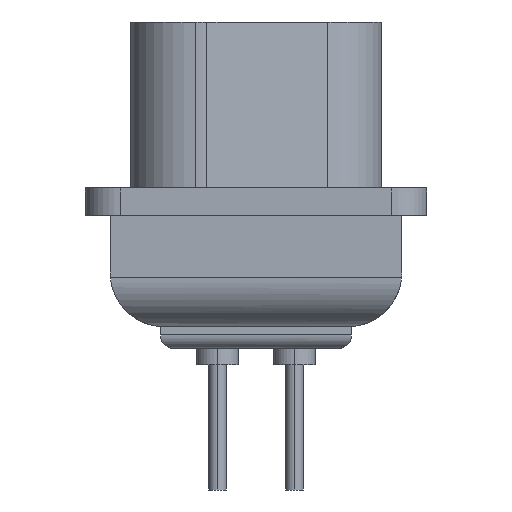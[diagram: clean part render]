
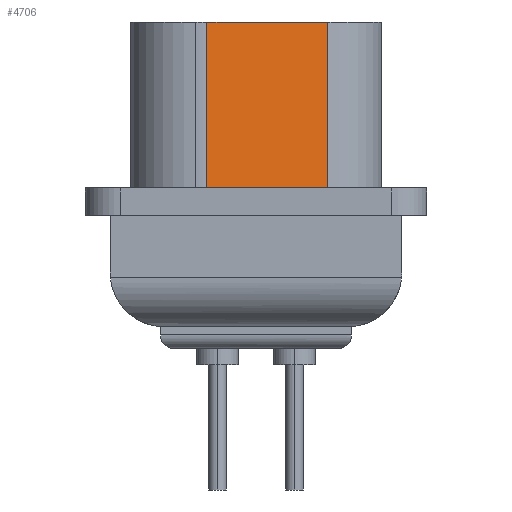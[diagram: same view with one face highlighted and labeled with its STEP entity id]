
A CAD part, left-side view. The second image highlights one B-rep face of the part: STEP entity #4706.
In plain terms, the highlighted planar face has unit normal (-0.985, -0.174, 0).
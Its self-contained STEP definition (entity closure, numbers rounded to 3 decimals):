
#3096=VERTEX_POINT('',#8525);
#3488=EDGE_CURVE('',#7228,#6160,#8957,.T.);
#3870=EDGE_CURVE('',#3096,#5106,#9380,.T.);
#3982=EDGE_CURVE('',#6160,#5106,#9505,.T.);
#4680=EDGE_CURVE('',#7228,#3096,#10333,.T.);
#4706=ADVANCED_FACE('',(#10362),#10363,.T.);
#5106=VERTEX_POINT('',#10807);
#6160=VERTEX_POINT('',#12018);
#7228=VERTEX_POINT('',#13223);
#8525=CARTESIAN_POINT('',(-28.114,1.803,0.2));
#8957=LINE('',#15352,#15353);
#9380=LINE('',#15917,#15918);
#9505=LINE('',#16084,#16085);
#10333=LINE('',#17178,#17179);
#10362=FACE_OUTER_BOUND('',#17216,.T.);
#10363=PLANE('',#17217);
#10807=CARTESIAN_POINT('',(-28.114,1.803,6.3));
#12018=CARTESIAN_POINT('',(-27.331,-2.637,6.3));
#13223=CARTESIAN_POINT('',(-27.331,-2.637,0.2));
#15352=CARTESIAN_POINT('',(-27.331,-2.637,-0.2));
#15353=VECTOR('',#23307,1.0);
#15917=CARTESIAN_POINT('',(-28.114,1.803,-0.2));
#15918=VECTOR('',#23785,1.0);
#16084=CARTESIAN_POINT('',(-28.114,1.803,6.3));
#16085=VECTOR('',#23921,1.);
#17178=CARTESIAN_POINT('',(-27.144,-3.695,0.2));
#17179=VECTOR('',#24975,1.0);
#17216=EDGE_LOOP('',(#25010,#25011,#25012,#25013));
#17217=AXIS2_PLACEMENT_3D('',#25014,#25015,#25016);
#23307=DIRECTION('',(0.0,0.0,1.0));
#23785=DIRECTION('',(0.0,0.0,1.0));
#23921=DIRECTION('',(-0.174,0.985,0.0));
#24975=DIRECTION('',(-0.174,0.985,0.0));
#25010=ORIENTED_EDGE('',*,*,#4680,.F.);
#25011=ORIENTED_EDGE('',*,*,#3488,.T.);
#25012=ORIENTED_EDGE('',*,*,#3982,.T.);
#25013=ORIENTED_EDGE('',*,*,#3870,.F.);
#25014=CARTESIAN_POINT('',(-27.331,-2.637,-0.2));
#25015=DIRECTION('',(-0.985,-0.174,0.0));
#25016=DIRECTION('',(-0.174,0.985,0.0));
